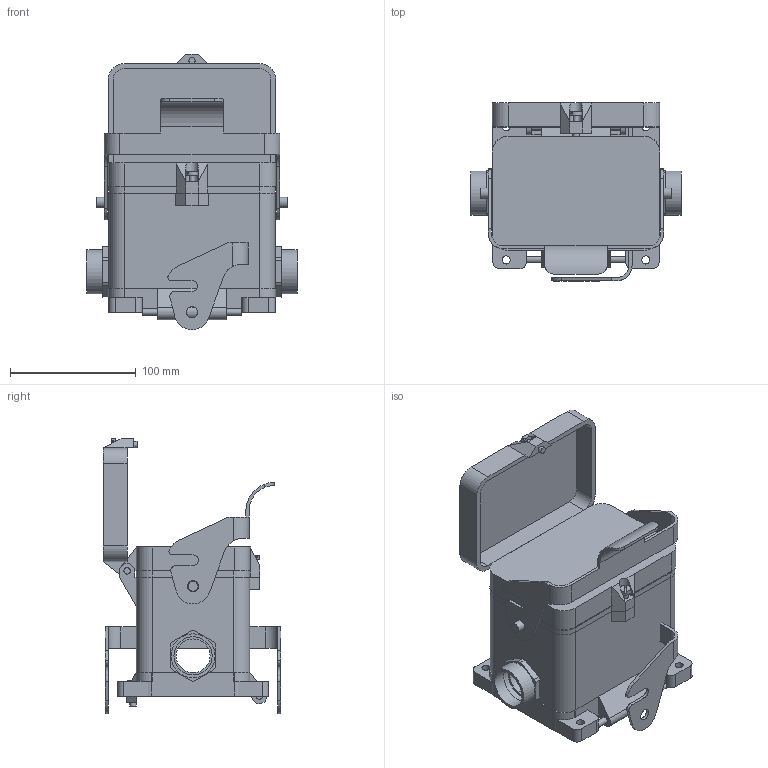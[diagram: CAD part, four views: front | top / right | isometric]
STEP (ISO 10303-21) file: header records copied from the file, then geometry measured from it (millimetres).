
FILE_DESCRIPTION( ( 'Unknown' ), '1' );
FILE_NAME( 'H_A_64_SDRL_M32.stp', 'Unknown', ( 'Unknown' ), ( 'Unknown' ), 'PSStep 11.0', 'Unknown', ' ' );
FILE_SCHEMA( ( 'AUTOMOTIVE_DESIGN { 1 0 10303 214 1 1 1 1 }' ) );
Length unit declared in the file: millimetre
Products named in the file (4): Assem1; H_A_64_SGRL_M32_HOUSING; H_A_64_LEVER; H_A_64_COVER
Bounding box: 167 x 141.15 x 218.89 mm (x, y, z)
Volume: 864963.1 mm3; surface area: 411030 mm2
Topology: 7 solids, 7 shells, 702 faces, 1952 edges, 1293 vertices
Faces by surface type: plane 463, cylinder 239
Full cylindrical faces by diameter (mm): 2.459 x32, 4.134 x2, 4.4 x3, 5 x9, 5.1 x4, 6.5 x8, 8 x4, 9 x7, 27 x4, 30.376 x8, 35 x4
Entity records: 13031 total; most frequent: CARTESIAN_POINT 1913, DIRECTION 1738, ORIENTED_EDGE 1710, EDGE_CURVE 855, LINE 618, VECTOR 618, VERTEX_POINT 587, AXIS2_PLACEMENT_3D 560
